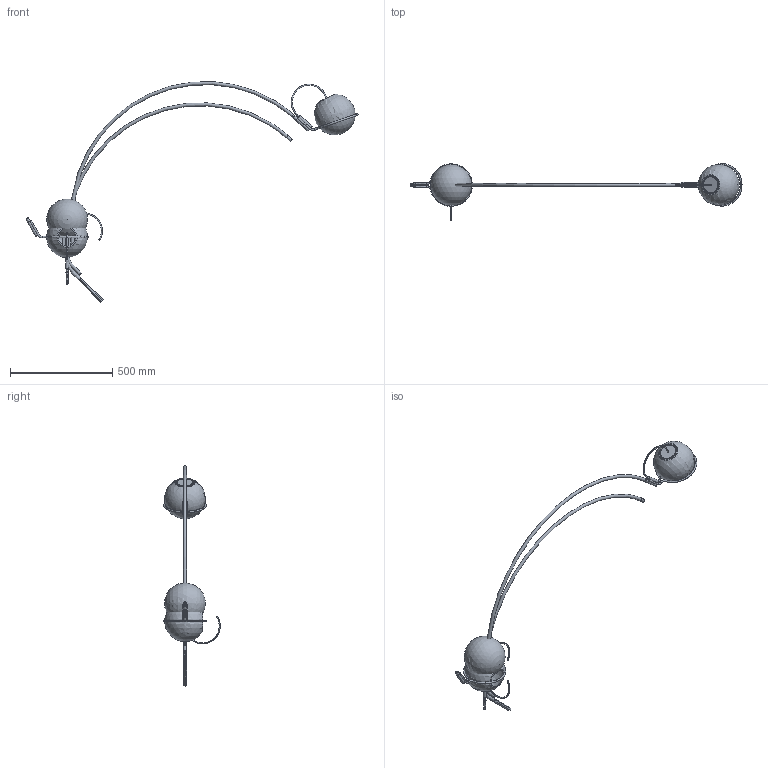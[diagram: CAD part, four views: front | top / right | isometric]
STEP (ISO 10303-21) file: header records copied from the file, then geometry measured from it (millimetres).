
FILE_DESCRIPTION( ( 'STEP AP214' ), '1' );
FILE_NAME( '3D ALICANTO PARETE MEDIA.stp', '2022-07-13T09:52:55', ( ' ' ), ( ' ' ), 'XStep 1.0', ' ', ' ' );
FILE_SCHEMA( ( 'CONFIG_CONTROL_DESIGN) ( )' ) );
Length unit declared in the file: metre
Products named in the file (32): Assem1; Assem2; Assem3; Assem4; Assem5; 007444580 supporto anello; 007444580 anello con doppia curva; 007444510; 007444510 tubetto; 007444540; 007444560; 007444520; 007444570; 007444551; 065007301; 007444590; 003444500; 006444500; 006558703; 006443650; 007444535 PER SILUETTE; 007443590; 007443595; 002247401; 005443660; 003400802
Bounding box: 1623.37 x 276.38 x 1078.76 mm (x, y, z)
Volume: 2031860.4 mm3; surface area: 1637316.7 mm2
Topology: 81 solids, 97 shells, 998 faces, 2403 edges, 1625 vertices
Faces by surface type: plane 506, cylinder 384, cone 59, bspline 22, torus 21, sphere 6
Full cylindrical faces by diameter (mm): 2.459 x15, 3.2 x6, 3.242 x27, 4 x10, 4.134 x12, 4.5 x15, 4.917 x4, 5 x30, 5.4 x15, 6 x3, 7.6 x5, 8 x5, 8.5 x35, 8.8 x6, 8.917 x6, 9 x18, 9.8 x6, 10 x15, 10.2 x3, 12.8 x4, 12.98 x6, 13 x9, 14 x8, 15 x23, 78 x3, 79 x3, 80 x3
Entity records: 13842 total; most frequent: CARTESIAN_POINT 7492, DIRECTION 1207, ORIENTED_EDGE 952, EDGE_LOOP 503, AXIS2_PLACEMENT_3D 486, EDGE_CURVE 484, VERTEX_POINT 395, FACE_OUTER_BOUND 366
